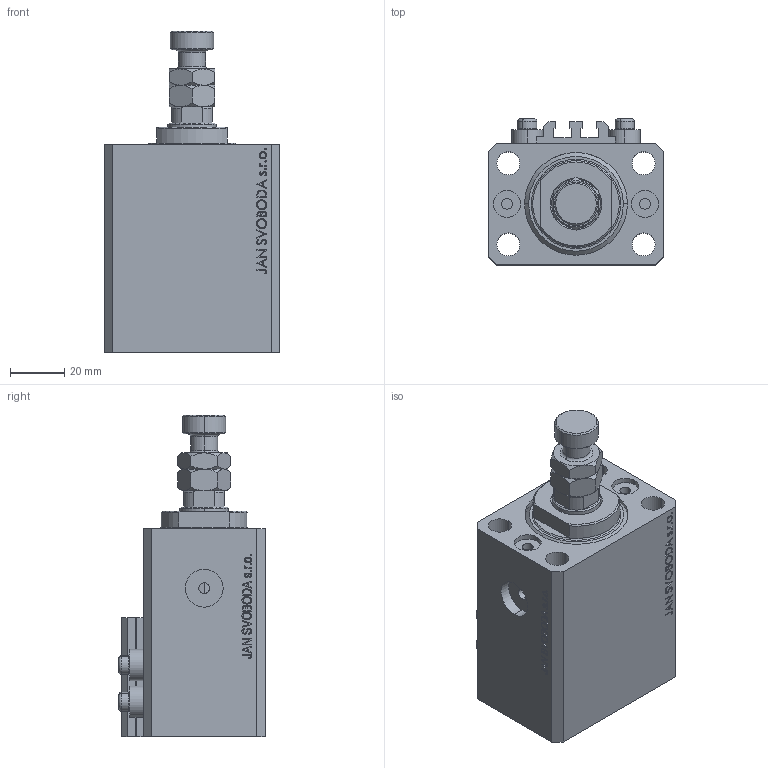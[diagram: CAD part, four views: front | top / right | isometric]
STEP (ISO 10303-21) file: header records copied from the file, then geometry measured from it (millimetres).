
FILE_DESCRIPTION (( 'STEP AP203' ), '1' );
FILE_NAME ('658c.STEP', '2024-03-20T09:52:49', ( '' ), ( '' ), 'SwSTEP 2.0', 'SolidWorks 2019', '' );
FILE_SCHEMA (( 'CONFIG_CONTROL_DESIGN' ));
Length unit declared in the file: millimetre
Products named in the file (6): ALLEN BOLT V250CE 3ae7da61463d8518f253e9a6a03af82a; V250CE_C_Body 3ae7da61463d8518f253e9a6a03af82a; V250CE_VC_C 3ae7da61463d8518f253e9a6a03af82a; 658c; V250CE_C_VCP 3ae7da61463d8518f253e9a6a03af82a; MFA 3ae7da61463d8518f253e9a6a03af82a
Assembly tree (8 placements, depth 2):
  658c
    V250CE_C_Body 3ae7da61463d8518f253e9a6a03af82a
    ALLEN BOLT V250CE 3ae7da61463d8518f253e9a6a03af82a  x4
    V250CE_C_VCP 3ae7da61463d8518f253e9a6a03af82a
    V250CE_VC_C 3ae7da61463d8518f253e9a6a03af82a
    MFA 3ae7da61463d8518f253e9a6a03af82a
Bounding box: 65 x 54 x 119 mm (x, y, z)
Volume: 217364.8 mm3; surface area: 59330.2 mm2
Topology: 9 solids, 9 shells, 1086 faces, 2704 edges, 1757 vertices
Faces by surface type: plane 520, bspline 374, cylinder 90, cone 84, torus 18
Entity records: 48871 total; most frequent: CARTESIAN_POINT 26405, ORIENTED_EDGE 5098, DIRECTION 3235, EDGE_CURVE 2549, VERTEX_POINT 1673, VECTOR 1505, LINE 1505, EDGE_LOOP 1136
